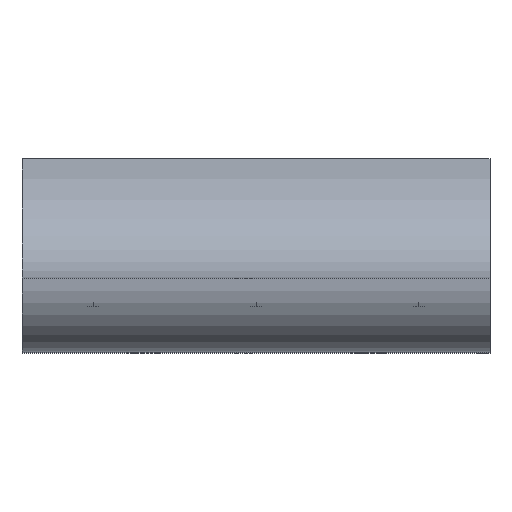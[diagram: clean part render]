
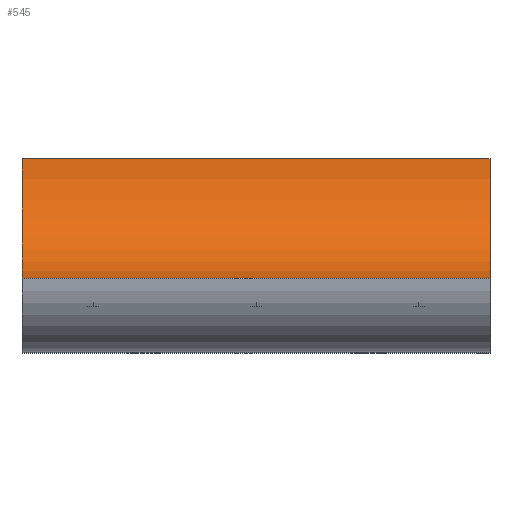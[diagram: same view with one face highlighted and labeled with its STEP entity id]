
A CAD part, top view. The second image highlights one B-rep face of the part: STEP entity #545.
In plain terms, the highlighted cylindrical face has radius 16.2 mm (diameter 32.4 mm), a partial arc.
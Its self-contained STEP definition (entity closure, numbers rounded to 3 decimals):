
#46 = LINE ( 'NONE', #1285, #982 ) ;
#55 = DIRECTION ( 'NONE',  ( -1., 0., 0. ) ) ;
#63 = CARTESIAN_POINT ( 'NONE',  ( 0., 10., -21.2 ) ) ;
#70 = ORIENTED_EDGE ( 'NONE', *, *, #1375, .T. ) ;
#139 = CIRCLE ( 'NONE', #1039, 16.2 ) ;
#146 = DIRECTION ( 'NONE',  ( 0., 0., 1. ) ) ;
#187 = VERTEX_POINT ( 'NONE', #1014 ) ;
#206 = DIRECTION ( 'NONE',  ( 1., 0., 0. ) ) ;
#211 = ORIENTED_EDGE ( 'NONE', *, *, #1101, .F. ) ;
#327 = CARTESIAN_POINT ( 'NONE',  ( 0., 26.2, -21.2 ) ) ;
#391 = EDGE_CURVE ( 'NONE', #813, #749, #1059, .T. ) ;
#545 = ADVANCED_FACE ( 'NONE', ( #611 ), #760, .F. ) ;
#597 = CARTESIAN_POINT ( 'NONE',  ( -0.001, 10., -21.2 ) ) ;
#611 = FACE_OUTER_BOUND ( 'NONE', #684, .T. ) ;
#627 = DIRECTION ( 'NONE',  ( 0., 0., -1. ) ) ;
#684 = EDGE_LOOP ( 'NONE', ( #1296, #1220, #70, #211 ) ) ;
#735 = CARTESIAN_POINT ( 'NONE',  ( 63.2, 26.2, -37.4 ) ) ;
#749 = VERTEX_POINT ( 'NONE', #1203 ) ;
#760 = CYLINDRICAL_SURFACE ( 'NONE', #1021, 16.2 ) ;
#764 = VECTOR ( 'NONE', #206, 1000. ) ;
#813 = VERTEX_POINT ( 'NONE', #63 ) ;
#841 = AXIS2_PLACEMENT_3D ( 'NONE', #1089, #872, #627 ) ;
#872 = DIRECTION ( 'NONE',  ( 1., 0., 0. ) ) ;
#982 = VECTOR ( 'NONE', #55, 1000. ) ;
#1014 = CARTESIAN_POINT ( 'NONE',  ( 0., 26.2, -37.4 ) ) ;
#1021 = AXIS2_PLACEMENT_3D ( 'NONE', #1261, #1144, #146 ) ;
#1039 = AXIS2_PLACEMENT_3D ( 'NONE', #327, #1311, #1188 ) ;
#1059 = LINE ( 'NONE', #597, #764 ) ;
#1089 = CARTESIAN_POINT ( 'NONE',  ( 63.2, 26.2, -21.2 ) ) ;
#1101 = EDGE_CURVE ( 'NONE', #813, #187, #139, .T. ) ;
#1144 = DIRECTION ( 'NONE',  ( -1., 0., 0. ) ) ;
#1188 = DIRECTION ( 'NONE',  ( 0., 0., -1. ) ) ;
#1203 = CARTESIAN_POINT ( 'NONE',  ( 63.2, 10., -21.2 ) ) ;
#1220 = ORIENTED_EDGE ( 'NONE', *, *, #1309, .T. ) ;
#1261 = CARTESIAN_POINT ( 'NONE',  ( 63.2, 26.2, -21.2 ) ) ;
#1285 = CARTESIAN_POINT ( 'NONE',  ( 63.2, 26.2, -37.4 ) ) ;
#1296 = ORIENTED_EDGE ( 'NONE', *, *, #391, .T. ) ;
#1309 = EDGE_CURVE ( 'NONE', #749, #1408, #1539, .T. ) ;
#1311 = DIRECTION ( 'NONE',  ( 1., 0., 0. ) ) ;
#1375 = EDGE_CURVE ( 'NONE', #1408, #187, #46, .T. ) ;
#1408 = VERTEX_POINT ( 'NONE', #735 ) ;
#1539 = CIRCLE ( 'NONE', #841, 16.2 ) ;
